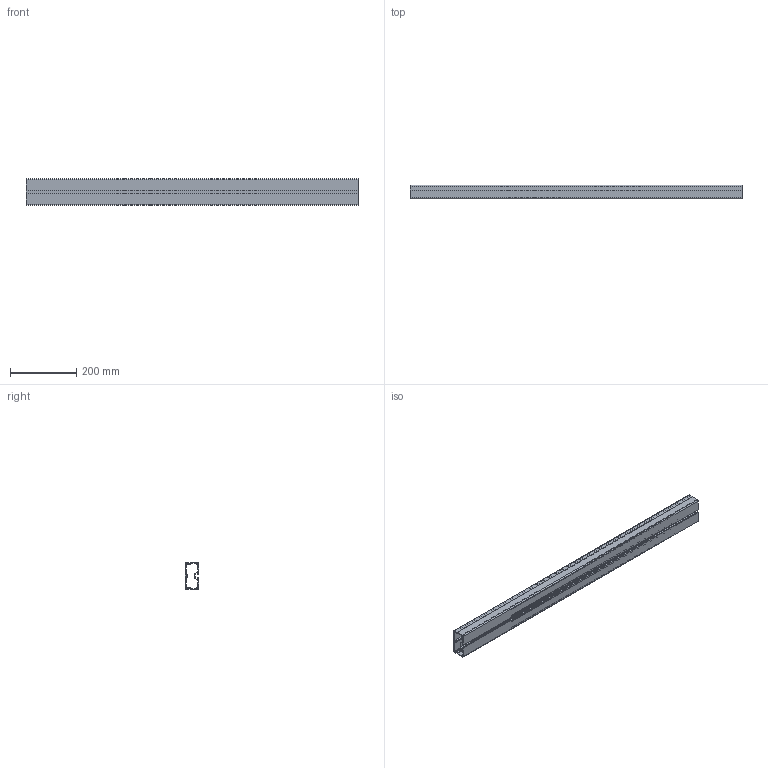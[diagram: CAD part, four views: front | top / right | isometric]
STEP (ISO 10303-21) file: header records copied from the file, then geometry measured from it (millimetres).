
FILE_DESCRIPTION (( 'STEP AP214' ), '1' );
FILE_NAME ('1.0408.2.SPCP.STEP', '2025-06-12T18:58:51', ( '' ), ( '' ), 'SwSTEP 2.0', 'SolidWorks 2023', '' );
FILE_SCHEMA (( 'AUTOMOTIVE_DESIGN' ));
Length unit declared in the file: millimetre
Products named in the file (1): 1.0408.2.SPCP
Bounding box: 1000 x 40 x 80 mm (x, y, z)
Volume: 608923.9 mm3; surface area: 598951.9 mm2
Topology: 1 solids, 1 shells, 84 faces, 246 edges, 164 vertices
Faces by surface type: plane 43, cylinder 41
Entity records: 2835 total; most frequent: DIRECTION 498, CARTESIAN_POINT 495, ORIENTED_EDGE 492, EDGE_CURVE 246, AXIS2_PLACEMENT_3D 167, VECTOR 164, LINE 164, VERTEX_POINT 164
